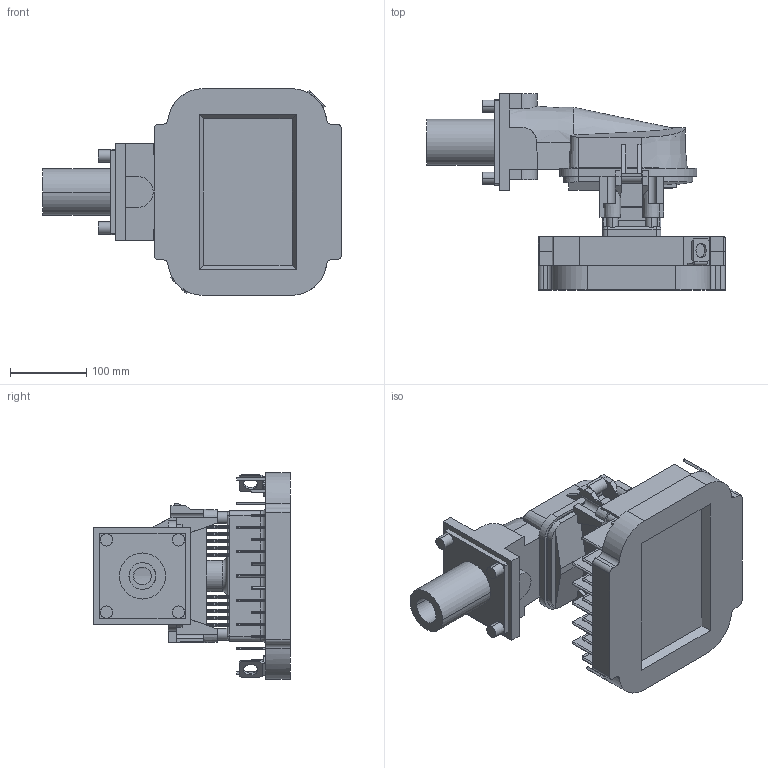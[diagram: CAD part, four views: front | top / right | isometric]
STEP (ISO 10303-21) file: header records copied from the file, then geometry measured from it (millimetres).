
FILE_DESCRIPTION((''),'2;1');
FILE_NAME('AREALIGHT_CV34_REDUCED_ASM','2017-06-27T',('mirabem'),(''),'PRO/ENGINEER BY PARAMETRIC TECHNOLOGY CORPORATION, 2014000','PRO/ENGINEER BY PARAMETRIC TECHNOLOGY CORPORATION, 2014000','');
FILE_SCHEMA(('CONFIG_CONTROL_DESIGN'));
Length unit declared in the file: inch
Products named in the file (8): W01_REDUCED; CONVEYER_ADPT_REDUCED; AREALIGHT_STEP_1; 0000443232; AREA_LIGHT_STEP_ASM_1_ASM; ADAPTER_AREALIGHT_REDUCED; CID1_AREA_LIGHT_STEP_ASM_ASM; AREALIGHT_CV34_REDUCED_ASM
Assembly tree (8 placements, depth 4):
  AREALIGHT_CV34_REDUCED_ASM
    W01_REDUCED
    CONVEYER_ADPT_REDUCED
    CID1_AREA_LIGHT_STEP_ASM_ASM
      AREA_LIGHT_STEP_ASM_1_ASM
        AREALIGHT_STEP_1
        0000443232  x2
      ADAPTER_AREALIGHT_REDUCED
Bounding box: 391.13 x 256.79 x 270.51 mm (x, y, z)
Volume: 3920415.8 mm3; surface area: 755268.9 mm2
Topology: 6 solids, 6 shells, 1068 faces, 2813 edges, 1757 vertices
Faces by surface type: plane 509, cylinder 433, cone 46, sphere 44, torus 21, bspline 15
Entity records: 33781 total; most frequent: CARTESIAN_POINT 8194, ORIENTED_EDGE 5398, DIRECTION 5205, EDGE_CURVE 2699, AXIS2_PLACEMENT_3D 1813, VERTEX_POINT 1711, VECTOR 1579, LINE 1579
